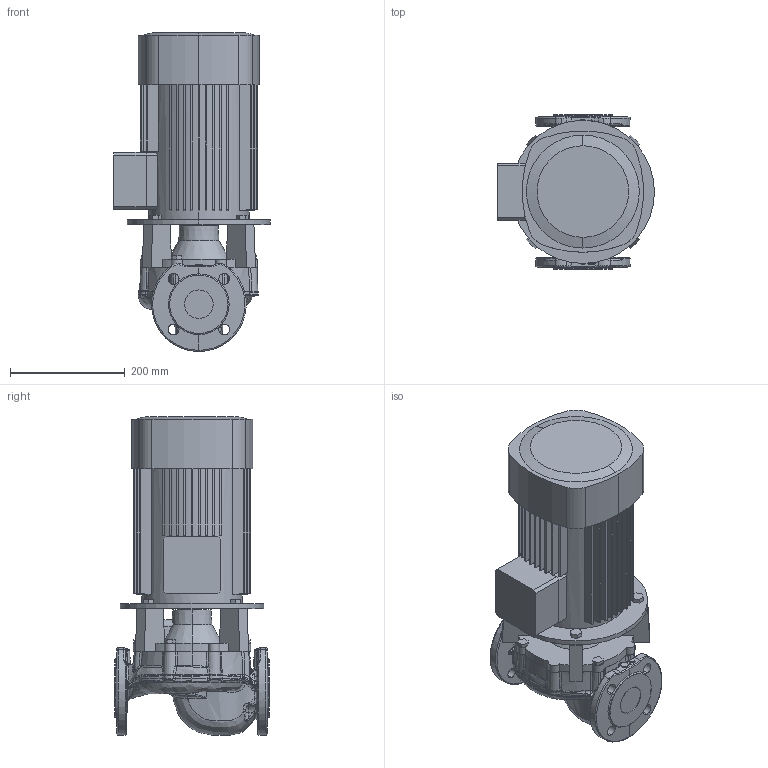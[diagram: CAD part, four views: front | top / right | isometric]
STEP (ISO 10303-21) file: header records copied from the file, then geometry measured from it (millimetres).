
FILE_DESCRIPTION (( 'STEP AP203' ), '1' );
FILE_NAME ('VariA 50-28.STEP', '2014-07-08T09:51:24', ( '' ), ( '' ), 'SwSTEP 2.0', 'SolidWorks 2011', '' );
FILE_SCHEMA (( 'CONFIG_CONTROL_DESIGN' ));
Length unit declared in the file: millimetre
Products named in the file (1): VariA 50-28
Bounding box: 274 x 270 x 557 mm (x, y, z)
Volume: 15474233 mm3; surface area: 967825.8 mm2
Topology: 4 solids, 4 shells, 1206 faces, 3044 edges, 1835 vertices
Faces by surface type: bspline 556, plane 242, cylinder 201, cone 122, torus 58, sphere 27
Entity records: 74243 total; most frequent: CARTESIAN_POINT 49387, ORIENTED_EDGE 6000, DIRECTION 4064, EDGE_CURVE 3000, VERTEX_POINT 1833, AXIS2_PLACEMENT_3D 1614, EDGE_LOOP 1253, FACE_OUTER_BOUND 1206
